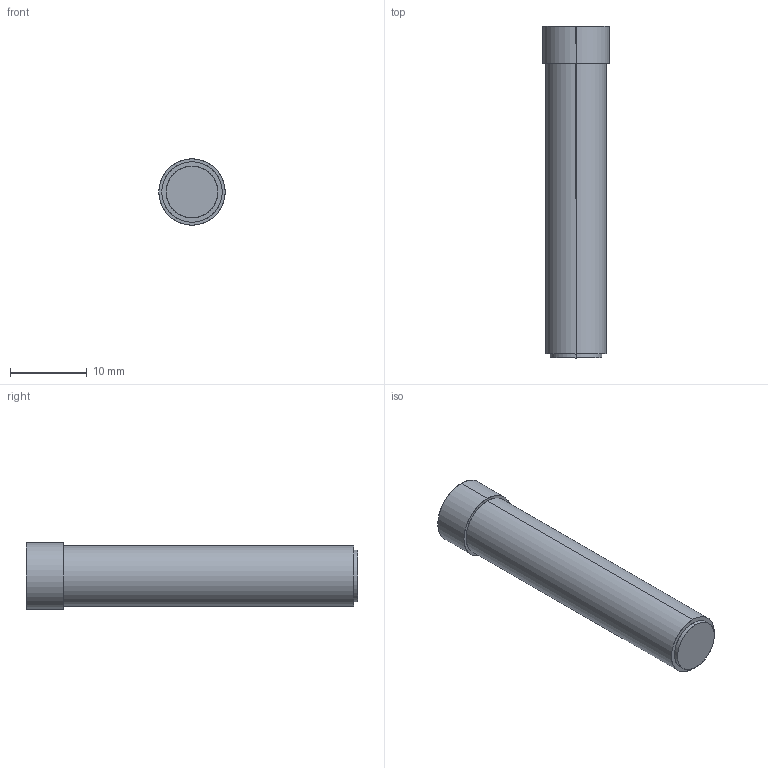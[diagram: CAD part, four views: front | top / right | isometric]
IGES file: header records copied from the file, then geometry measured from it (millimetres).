
Start section: SolidWorks IGES file using analytic representation for surfaces
Global section: file name: 2110 series body, universal ref only.IGS; native system: SolidWorks 2016; preprocessor: SolidWorks 2016; author: tstoltenburg; date: 171122.145400; units: inch
Bounding box: 8.64 x 43.23 x 8.64 mm (x, y, z)
Surface area: 2036.4 mm2 (no closed solid volume)
Topology: 0 solids, 0 shells, 19 faces, 432 edges, 432 vertices
Faces by surface type: revolution 12, bspline 7
